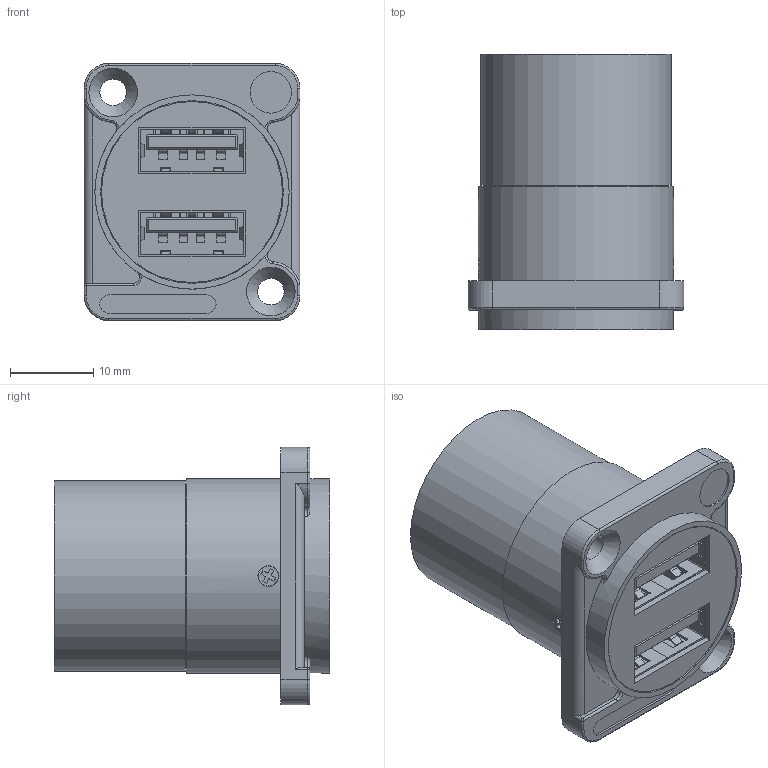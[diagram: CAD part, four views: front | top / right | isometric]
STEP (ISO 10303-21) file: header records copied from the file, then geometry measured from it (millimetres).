
FILE_DESCRIPTION(/* description */ (''),/* implementation_level */ '2;1');
FILE_NAME(/* name */ 'CP30085 dual USB2 metal.stp',/* time_stamp */ '2024-08-08T10:29:16+01:00',/* author */ ('tottley'),/* organization */ (''),/* preprocessor_version */ 'ST-DEVELOPER v18.1',/* originating_system */ 'Autodesk Inventor 2022',/* authorisation */ '');
FILE_SCHEMA (('AUTOMOTIVE_DESIGN { 1 0 10303 214 3 1 1 }'));
Length unit declared in the file: millimetre
Products named in the file (1): Part1
Bounding box: 26 x 33.2 x 31 mm (x, y, z)
Volume: 9334.8 mm3; surface area: 16032.6 mm2
Topology: 2 solids, 6 shells, 2798 faces, 8317 edges, 5410 vertices
Faces by surface type: plane 2109, cylinder 671, torus 11, cone 6, sphere 1
Full cylindrical faces by diameter (mm): 1.5 x4, 2.4 x2, 2.5 x2, 3.2 x2, 5 x1, 21.8 x1, 22 x1, 23 x1, 23.4 x1, 23.5 x1
Entity records: 96396 total; most frequent: CARTESIAN_POINT 16877, ORIENTED_EDGE 16634, DIRECTION 15365, EDGE_CURVE 8317, LINE 6793, VECTOR 6793, VERTEX_POINT 5410, AXIS2_PLACEMENT_3D 4286
